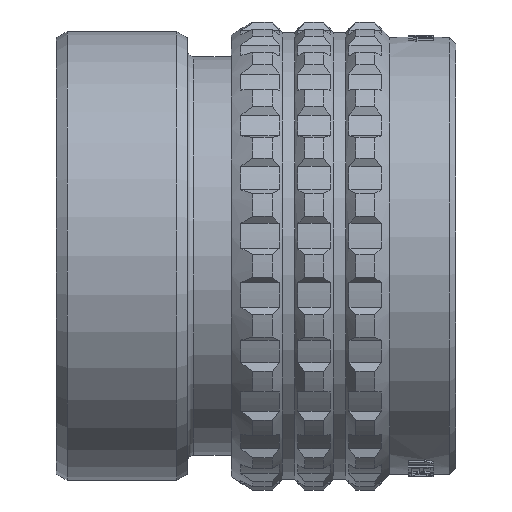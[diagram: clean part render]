
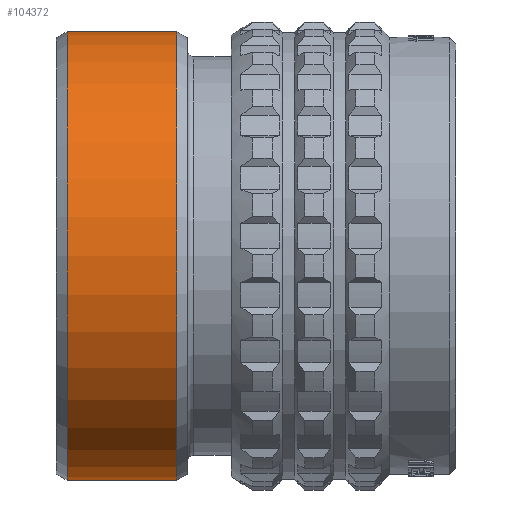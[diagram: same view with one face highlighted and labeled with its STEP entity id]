
A CAD part, top view. The second image highlights one B-rep face of the part: STEP entity #104372.
In plain terms, the highlighted cylindrical face has radius 17.975 mm (diameter 35.95 mm), a partial arc.
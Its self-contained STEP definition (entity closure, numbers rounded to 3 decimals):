
#8073=CARTESIAN_POINT('',(-4.366,0.,0.));
#8074=DIRECTION('',(1.,0.,0.));
#8075=DIRECTION('',(0.,1.,0.));
#8076=AXIS2_PLACEMENT_3D('',#8073,#8074,#8075);
#8078=DIRECTION('',(1.,0.,0.));
#8079=VECTOR('',#8078,8.768);
#8080=CARTESIAN_POINT('',(-13.134,17.975,0.));
#8081=LINE('6184',#8080,#8079);
#8082=DIRECTION('',(1.,0.,0.));
#8083=VECTOR('',#8082,8.768);
#8084=CARTESIAN_POINT('',(-13.134,-17.975,0.));
#8085=LINE('6193',#8084,#8083);
#8086=CARTESIAN_POINT('',(-13.134,0.,0.));
#8087=DIRECTION('',(1.,0.,0.));
#8088=DIRECTION('',(0.,1.,0.));
#8089=AXIS2_PLACEMENT_3D('',#8086,#8087,#8088);
#76346=CARTESIAN_POINT('',(-13.134,17.975,0.));
#76348=VERTEX_POINT('',#76346);
#76349=CARTESIAN_POINT('',(-4.366,17.975,0.));
#76350=VERTEX_POINT('',#76349);
#76358=CARTESIAN_POINT('',(-13.134,-17.975,0.));
#76360=VERTEX_POINT('',#76358);
#76361=CARTESIAN_POINT('',(-4.366,-17.975,0.));
#76362=VERTEX_POINT('',#76361);
#104358=CARTESIAN_POINT('',(19.6,0.,0.));
#104359=DIRECTION('',(-1.,0.,0.));
#104360=DIRECTION('',(0.,-1.,0.));
#104361=AXIS2_PLACEMENT_3D('',#104358,#104359,#104360);
#104362=CYLINDRICAL_SURFACE('270',#104361,17.975);
#104364=ORIENTED_EDGE('6184',*,*,#104363,.T.);
#104365=ORIENTED_EDGE('6224',*,*,#104346,.T.);
#104367=ORIENTED_EDGE('6193',*,*,#104366,.F.);
#104369=ORIENTED_EDGE('6223',*,*,#104368,.F.);
#104370=EDGE_LOOP('270',(#104364,#104365,#104367,#104369));
#104371=FACE_OUTER_BOUND('270',#104370,.F.);
#8077=CIRCLE('6224',#8076,17.975);
#8090=CIRCLE('6223',#8089,17.975);
#104346=EDGE_CURVE('6224',#76350,#76362,#8077,.T.);
#104363=EDGE_CURVE('6184',#76348,#76350,#8081,.T.);
#104366=EDGE_CURVE('6193',#76360,#76362,#8085,.T.);
#104368=EDGE_CURVE('6223',#76348,#76360,#8090,.T.);
#104372=ADVANCED_FACE('270',(#104371),#104362,.T.);
